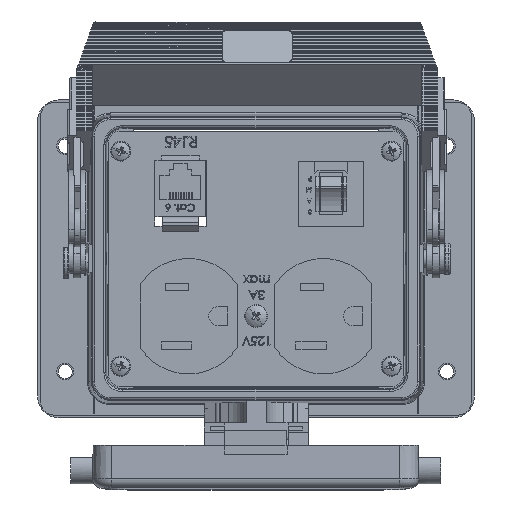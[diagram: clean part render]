
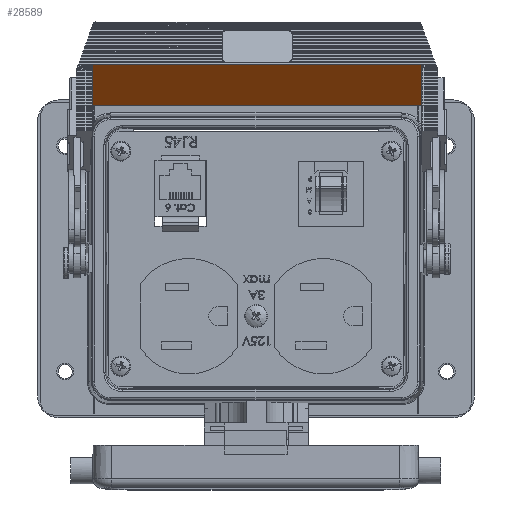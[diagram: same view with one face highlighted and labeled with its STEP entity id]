
A CAD part, top view. The second image highlights one B-rep face of the part: STEP entity #28589.
In plain terms, the highlighted planar face has unit normal (0, -0.695, 0.719).
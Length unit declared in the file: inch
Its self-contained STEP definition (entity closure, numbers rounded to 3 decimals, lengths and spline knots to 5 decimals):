
#26 = ORIENTED_EDGE ( 'NONE', *, *, #66161, .T. ) ;
#73 = LINE ( 'NONE', #60397, #127853 ) ;
#2824 = EDGE_LOOP ( 'NONE', ( #75396, #71701, #26, #35365 ) ) ;
#3049 = DIRECTION ( 'NONE',  ( 1., 0., 0. ) ) ;
#7882 = FACE_OUTER_BOUND ( 'NONE', #2824, .T. ) ;
#7954 = LINE ( 'NONE', #63814, #103036 ) ;
#8389 = VERTEX_POINT ( 'NONE', #106660 ) ;
#9921 = PLANE ( 'NONE',  #103411 ) ;
#13895 = VERTEX_POINT ( 'NONE', #47706 ) ;
#14471 = VECTOR ( 'NONE', #3049, 39.37008 ) ;
#28589 = ADVANCED_FACE ( 'NONE', ( #7882 ), #9921, .F. ) ;
#35365 = ORIENTED_EDGE ( 'NONE', *, *, #91452, .T. ) ;
#40480 = VERTEX_POINT ( 'NONE', #94598 ) ;
#41765 = VERTEX_POINT ( 'NONE', #49127 ) ;
#43065 = DIRECTION ( 'NONE',  ( 0., -0.719, -0.695 ) ) ;
#44116 = LINE ( 'NONE', #63127, #14471 ) ;
#47706 = CARTESIAN_POINT ( 'NONE',  ( 1.883, 1.73484, 0.3608 ) ) ;
#48259 = CARTESIAN_POINT ( 'NONE',  ( 1.883, 2.34628, 0.95126 ) ) ;
#49127 = CARTESIAN_POINT ( 'NONE',  ( 1.883, 2.19923, 0.80925 ) ) ;
#50321 = LINE ( 'NONE', #97300, #93878 ) ;
#60397 = CARTESIAN_POINT ( 'NONE',  ( 1.883, 2.34628, 0.95126 ) ) ;
#63127 = CARTESIAN_POINT ( 'NONE',  ( 1.883, 1.73484, 0.3608 ) ) ;
#63814 = CARTESIAN_POINT ( 'NONE',  ( -1.857, 2.34628, 0.95126 ) ) ;
#66161 = EDGE_CURVE ( 'NONE', #40480, #8389, #7954, .T. ) ;
#67773 = EDGE_CURVE ( 'NONE', #41765, #40480, #50321, .T. ) ;
#71701 = ORIENTED_EDGE ( 'NONE', *, *, #67773, .T. ) ;
#75396 = ORIENTED_EDGE ( 'NONE', *, *, #77243, .F. ) ;
#77243 = EDGE_CURVE ( 'NONE', #41765, #13895, #73, .T. ) ;
#78256 = DIRECTION ( 'NONE',  ( 0., 0.719, 0.695 ) ) ;
#79561 = DIRECTION ( 'NONE',  ( 0., 0.695, -0.719 ) ) ;
#91452 = EDGE_CURVE ( 'NONE', #8389, #13895, #44116, .T. ) ;
#93878 = VECTOR ( 'NONE', #97712, 39.37008 ) ;
#94598 = CARTESIAN_POINT ( 'NONE',  ( -1.857, 2.19923, 0.80925 ) ) ;
#97300 = CARTESIAN_POINT ( 'NONE',  ( 1.883, 2.19923, 0.80925 ) ) ;
#97712 = DIRECTION ( 'NONE',  ( -1., 0., 0. ) ) ;
#103036 = VECTOR ( 'NONE', #122513, 39.37008 ) ;
#103411 = AXIS2_PLACEMENT_3D ( 'NONE', #48259, #79561, #78256 ) ;
#106660 = CARTESIAN_POINT ( 'NONE',  ( -1.857, 1.73484, 0.3608 ) ) ;
#122513 = DIRECTION ( 'NONE',  ( 0., -0.719, -0.695 ) ) ;
#127853 = VECTOR ( 'NONE', #43065, 39.37008 ) ;
